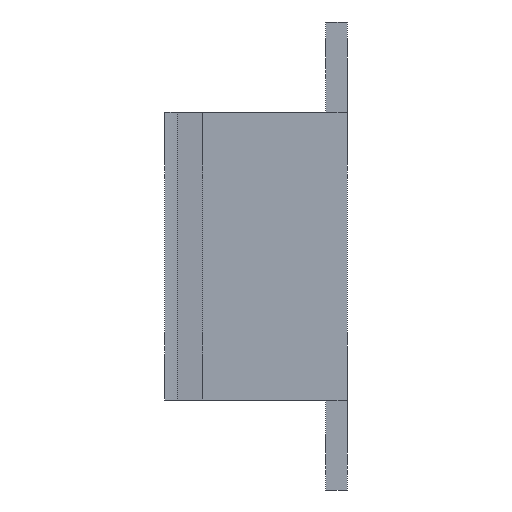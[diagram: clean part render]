
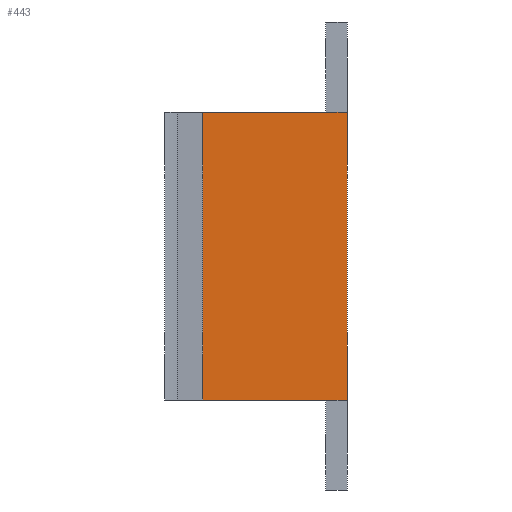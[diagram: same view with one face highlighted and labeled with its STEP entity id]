
A CAD part, left-side view. The second image highlights one B-rep face of the part: STEP entity #443.
In plain terms, the highlighted planar face has unit normal (-1, 0, 0).
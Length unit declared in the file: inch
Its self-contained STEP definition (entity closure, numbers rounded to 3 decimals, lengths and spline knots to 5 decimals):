
#30 = CARTESIAN_POINT ( 'NONE',  ( -2.76, -2.36, -2. ) ) ;
#43 = DIRECTION ( 'NONE',  ( 0., 0., 1. ) ) ;
#77 = VERTEX_POINT ( 'NONE', #132 ) ;
#80 = LINE ( 'NONE', #397, #963 ) ;
#101 = VECTOR ( 'NONE', #1200, 39.37008 ) ;
#103 = LINE ( 'NONE', #30, #535 ) ;
#106 = VECTOR ( 'NONE', #1136, 39.37008 ) ;
#125 = EDGE_CURVE ( 'NONE', #77, #1133, #545, .T. ) ;
#131 = PLANE ( 'NONE',  #183 ) ;
#132 = CARTESIAN_POINT ( 'NONE',  ( -2.76, -2.06, -2. ) ) ;
#159 = VERTEX_POINT ( 'NONE', #229 ) ;
#183 = AXIS2_PLACEMENT_3D ( 'NONE', #425, #453, #43 ) ;
#204 = EDGE_CURVE ( 'NONE', #1243, #1072, #1204, .T. ) ;
#229 = CARTESIAN_POINT ( 'NONE',  ( -2.76, -0.35006, 2. ) ) ;
#270 = CARTESIAN_POINT ( 'NONE',  ( -2.76, 0., -2. ) ) ;
#299 = DIRECTION ( 'NONE',  ( 0., 0., 1. ) ) ;
#313 = EDGE_CURVE ( 'NONE', #159, #1243, #348, .T. ) ;
#322 = VECTOR ( 'NONE', #566, 39.37008 ) ;
#323 = CARTESIAN_POINT ( 'NONE',  ( -2.76, 0., -2. ) ) ;
#333 = ORIENTED_EDGE ( 'NONE', *, *, #313, .F. ) ;
#348 = LINE ( 'NONE', #552, #322 ) ;
#366 = CARTESIAN_POINT ( 'NONE',  ( -2.76, -2.36, 2. ) ) ;
#372 = CARTESIAN_POINT ( 'NONE',  ( -2.76, -2.36, -2. ) ) ;
#397 = CARTESIAN_POINT ( 'NONE',  ( -2.76, -0.35006, -2. ) ) ;
#425 = CARTESIAN_POINT ( 'NONE',  ( -2.76, 0., -2. ) ) ;
#443 = ADVANCED_FACE ( 'NONE', ( #622 ), #131, .T. ) ;
#453 = DIRECTION ( 'NONE',  ( -1., 0., 0. ) ) ;
#504 = CARTESIAN_POINT ( 'NONE',  ( -2.76, -2.06, 2. ) ) ;
#535 = VECTOR ( 'NONE', #299, 39.37008 ) ;
#537 = CARTESIAN_POINT ( 'NONE',  ( -2.76, 0., 2. ) ) ;
#545 = LINE ( 'NONE', #323, #556 ) ;
#552 = CARTESIAN_POINT ( 'NONE',  ( -2.76, 0., 2. ) ) ;
#556 = VECTOR ( 'NONE', #924, 39.37008 ) ;
#566 = DIRECTION ( 'NONE',  ( 0., -1., 0. ) ) ;
#607 = EDGE_CURVE ( 'NONE', #922, #77, #1142, .T. ) ;
#622 = FACE_OUTER_BOUND ( 'NONE', #665, .T. ) ;
#647 = EDGE_CURVE ( 'NONE', #922, #159, #80, .T. ) ;
#665 = EDGE_LOOP ( 'NONE', ( #333, #1120, #1239, #753, #977, #1169 ) ) ;
#753 = ORIENTED_EDGE ( 'NONE', *, *, #125, .T. ) ;
#922 = VERTEX_POINT ( 'NONE', #1207 ) ;
#924 = DIRECTION ( 'NONE',  ( 0., -1., 0. ) ) ;
#963 = VECTOR ( 'NONE', #1240, 39.37008 ) ;
#977 = ORIENTED_EDGE ( 'NONE', *, *, #1164, .T. ) ;
#1072 = VERTEX_POINT ( 'NONE', #366 ) ;
#1120 = ORIENTED_EDGE ( 'NONE', *, *, #647, .F. ) ;
#1133 = VERTEX_POINT ( 'NONE', #372 ) ;
#1136 = DIRECTION ( 'NONE',  ( 0., -1., 0. ) ) ;
#1142 = LINE ( 'NONE', #270, #106 ) ;
#1164 = EDGE_CURVE ( 'NONE', #1133, #1072, #103, .T. ) ;
#1169 = ORIENTED_EDGE ( 'NONE', *, *, #204, .F. ) ;
#1200 = DIRECTION ( 'NONE',  ( 0., -1., 0. ) ) ;
#1204 = LINE ( 'NONE', #537, #101 ) ;
#1207 = CARTESIAN_POINT ( 'NONE',  ( -2.76, -0.35006, -2. ) ) ;
#1239 = ORIENTED_EDGE ( 'NONE', *, *, #607, .T. ) ;
#1240 = DIRECTION ( 'NONE',  ( 0., 0., 1. ) ) ;
#1243 = VERTEX_POINT ( 'NONE', #504 ) ;
